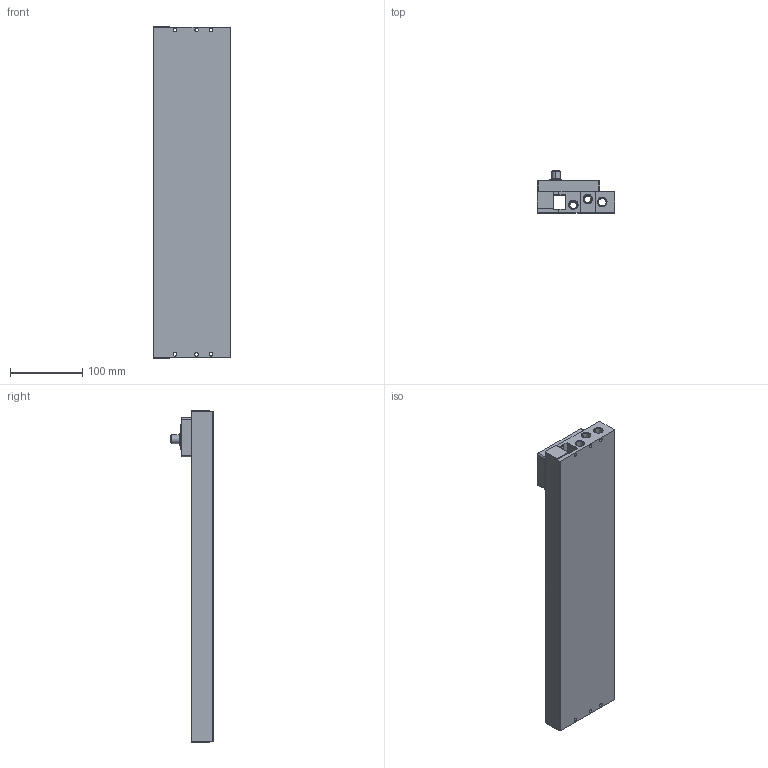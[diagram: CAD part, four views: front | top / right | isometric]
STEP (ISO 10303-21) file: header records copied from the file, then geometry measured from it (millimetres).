
FILE_DESCRIPTION (( 'STEP AP203' ), '1' );
FILE_NAME ('ES2VM-24F-06LK32.STEP', '2022-08-02T06:46:34', ( '' ), ( '' ), 'SwSTEP 2.0', 'SolidWorks 2022', '' );
FILE_SCHEMA (( 'CONFIG_CONTROL_DESIGN' ));
Length unit declared in the file: millimetre
Products named in the file (1): ES2VM-24F-06LK32
Bounding box: 106.7 x 58.4 x 459 mm (x, y, z)
Volume: 1228703.2 mm3; surface area: 228223.4 mm2
Topology: 1 solids, 1 shells, 657 faces, 1500 edges, 962 vertices
Faces by surface type: cylinder 276, cone 212, plane 157, bspline 12
Entity records: 19079 total; most frequent: DIRECTION 3680, CARTESIAN_POINT 3336, ORIENTED_EDGE 3000, AXIS2_PLACEMENT_3D 1546, EDGE_CURVE 1500, VERTEX_POINT 962, CIRCLE 900, EDGE_LOOP 798
